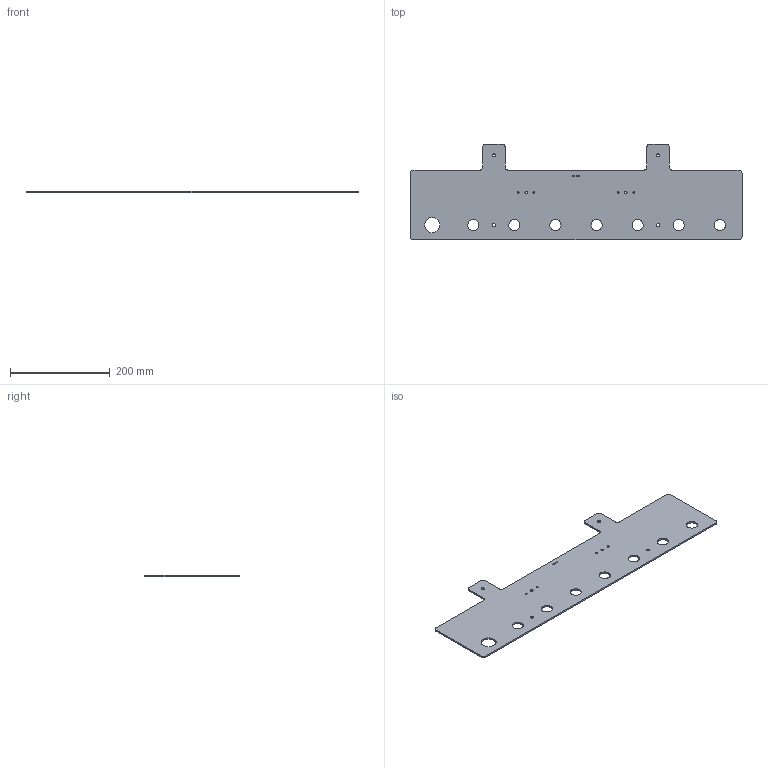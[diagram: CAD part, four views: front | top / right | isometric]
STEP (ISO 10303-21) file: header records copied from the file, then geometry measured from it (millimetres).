
FILE_DESCRIPTION((''),'2;1');
FILE_NAME('176521_ASM','2013-10-24T',('pdmadmin'),(''),'PRO/ENGINEER BY PARAMETRIC TECHNOLOGY CORPORATION, 2012300','PRO/ENGINEER BY PARAMETRIC TECHNOLOGY CORPORATION, 2012300','');
FILE_SCHEMA(('CONFIG_CONTROL_DESIGN'));
Length unit declared in the file: millimetre
Products named in the file (2): 176520; 176521_ASM
Assembly tree (1 placements, depth 2):
  176521_ASM
    176520
Bounding box: 667 x 192 x 3.18 mm (x, y, z)
Volume: 299943.3 mm3; surface area: 196957.1 mm2
Topology: 1 solids, 7 shells, 79 faces, 228 edges, 152 vertices
Faces by surface type: cylinder 60, plane 19
Entity records: 2796 total; most frequent: DIRECTION 516, CARTESIAN_POINT 464, ORIENTED_EDGE 432, EDGE_CURVE 228, AXIS2_PLACEMENT_3D 204, VERTEX_POINT 152, CIRCLE 120, EDGE_LOOP 116
